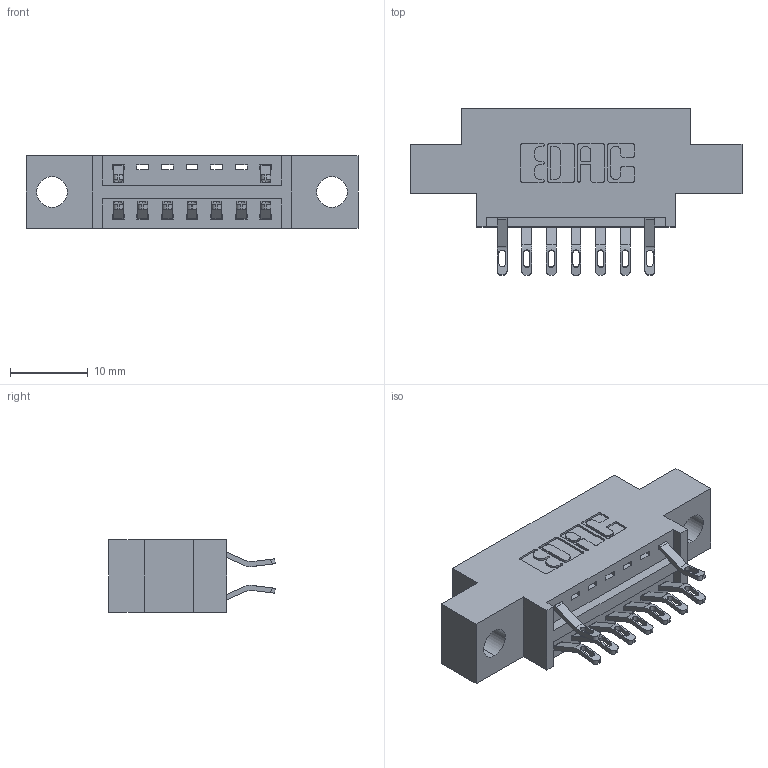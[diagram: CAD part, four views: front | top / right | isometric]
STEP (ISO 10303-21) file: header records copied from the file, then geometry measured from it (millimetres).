
FILE_DESCRIPTION (( 'STEP AP203' ), '1' );
FILE_NAME ('346-014-555-804.STEP', '2018-08-20T01:40:35', ( '' ), ( '' ), 'SwSTEP 2.0', 'SolidWorks 2016', '' );
FILE_SCHEMA (( 'CONFIG_CONTROL_DESIGN' ));
Length unit declared in the file: inch
Products named in the file (3): 345-292-001_555 Tail; 346-014-555-804; 346 Part_0.170 Offset - 0.156 Dia-TH
Assembly tree (10 placements, depth 2):
  346-014-555-804
    346 Part_0.170 Offset - 0.156 Dia-TH
    345-292-001_555 Tail  x9
Bounding box: 42.8 x 21.46 x 9.4 mm (x, y, z)
Volume: 3640.2 mm3; surface area: 4280.2 mm2
Topology: 10 solids, 10 shells, 678 faces, 2093 edges, 1394 vertices
Faces by surface type: plane 402, cylinder 276
Entity records: 9581 total; most frequent: CARTESIAN_POINT 1685, ORIENTED_EDGE 1594, DIRECTION 1499, EDGE_CURVE 797, VECTOR 617, LINE 617, VERTEX_POINT 530, AXIS2_PLACEMENT_3D 441
